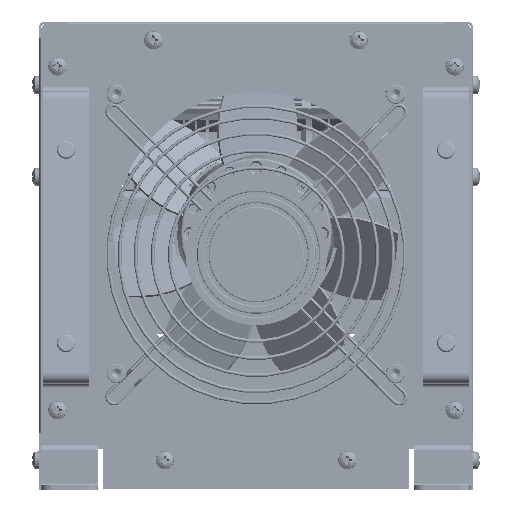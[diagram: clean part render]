
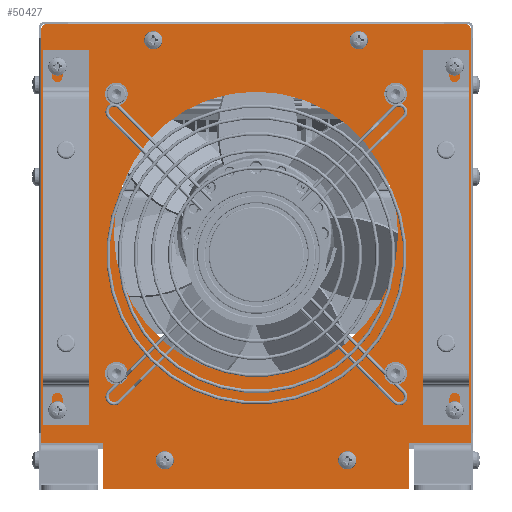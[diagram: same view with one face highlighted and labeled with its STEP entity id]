
A CAD part, left-side view. The second image highlights one B-rep face of the part: STEP entity #50427.
In plain terms, the highlighted face is planar.
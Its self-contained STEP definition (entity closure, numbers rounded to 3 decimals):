
#2712=FACE_BOUND('',#8898,.T.);
#2713=FACE_BOUND('',#8899,.T.);
#2714=FACE_BOUND('',#8900,.T.);
#2715=FACE_BOUND('',#8901,.T.);
#2716=FACE_BOUND('',#8902,.T.);
#2717=FACE_BOUND('',#8903,.T.);
#2718=FACE_BOUND('',#8904,.T.);
#2719=FACE_BOUND('',#8905,.T.);
#2720=FACE_BOUND('',#8906,.T.);
#2721=FACE_BOUND('',#8907,.T.);
#2722=FACE_BOUND('',#8908,.T.);
#2723=FACE_BOUND('',#8909,.T.);
#2724=FACE_BOUND('',#8910,.T.);
#2725=FACE_BOUND('',#8911,.T.);
#2726=FACE_BOUND('',#8912,.T.);
#2727=FACE_BOUND('',#8913,.T.);
#3545=CIRCLE('',#53492,1.);
#3548=CIRCLE('',#53496,2.5);
#3550=CIRCLE('',#53499,2.5);
#3552=CIRCLE('',#53502,2.5);
#3554=CIRCLE('',#53505,2.5);
#3556=CIRCLE('',#53508,62.25);
#3557=CIRCLE('',#53510,2.);
#3570=CIRCLE('',#53526,2.);
#3571=CIRCLE('',#53528,2.5);
#3572=CIRCLE('',#53530,2.5);
#3573=CIRCLE('',#53532,2.5);
#3574=CIRCLE('',#53534,2.5);
#3575=CIRCLE('',#53536,2.5);
#3576=CIRCLE('',#53538,2.5);
#3577=CIRCLE('',#53540,2.5);
#3578=CIRCLE('',#53542,2.5);
#3579=CIRCLE('',#53544,2.5);
#3580=CIRCLE('',#53546,2.5);
#5809=FACE_OUTER_BOUND('',#8897,.T.);
#8897=EDGE_LOOP('',(#37180,#37181,#37182,#37183,#37184,#37185,#37186,#37187,
#37188,#37189));
#8898=EDGE_LOOP('',(#37190));
#8899=EDGE_LOOP('',(#37191));
#8900=EDGE_LOOP('',(#37192));
#8901=EDGE_LOOP('',(#37193));
#8902=EDGE_LOOP('',(#37194));
#8903=EDGE_LOOP('',(#37195));
#8904=EDGE_LOOP('',(#37196));
#8905=EDGE_LOOP('',(#37197));
#8906=EDGE_LOOP('',(#37198));
#8907=EDGE_LOOP('',(#37199));
#8908=EDGE_LOOP('',(#37200));
#8909=EDGE_LOOP('',(#37201));
#8910=EDGE_LOOP('',(#37202));
#8911=EDGE_LOOP('',(#37203));
#8912=EDGE_LOOP('',(#37204));
#8913=EDGE_LOOP('',(#37205));
#13041=LINE('',#75880,#17947);
#13050=LINE('',#75954,#17956);
#13053=LINE('',#75959,#17959);
#13055=LINE('',#75963,#17961);
#13057=LINE('',#75967,#17963);
#13059=LINE('',#75971,#17965);
#13061=LINE('',#75974,#17967);
#13062=LINE('',#75976,#17968);
#17947=VECTOR('',#60840,184.);
#17956=VECTOR('',#60919,27.);
#17959=VECTOR('',#60924,20.);
#17961=VECTOR('',#60928,134.);
#17963=VECTOR('',#60932,20.);
#17965=VECTOR('',#60936,27.);
#17967=VECTOR('',#60940,181.5);
#17968=VECTOR('',#60943,181.5);
#22525=VERTEX_POINT('',#75837);
#22528=VERTEX_POINT('',#75844);
#22530=VERTEX_POINT('',#75849);
#22532=VERTEX_POINT('',#75854);
#22534=VERTEX_POINT('',#75859);
#22536=VERTEX_POINT('',#75864);
#22537=VERTEX_POINT('',#75867);
#22538=VERTEX_POINT('',#75868);
#22542=VERTEX_POINT('',#75878);
#22560=VERTEX_POINT('',#75918);
#22561=VERTEX_POINT('',#75922);
#22562=VERTEX_POINT('',#75925);
#22563=VERTEX_POINT('',#75928);
#22564=VERTEX_POINT('',#75931);
#22565=VERTEX_POINT('',#75934);
#22566=VERTEX_POINT('',#75937);
#22567=VERTEX_POINT('',#75940);
#22568=VERTEX_POINT('',#75943);
#22569=VERTEX_POINT('',#75946);
#22570=VERTEX_POINT('',#75949);
#22571=VERTEX_POINT('',#75952);
#22572=VERTEX_POINT('',#75953);
#22573=VERTEX_POINT('',#75958);
#22574=VERTEX_POINT('',#75962);
#22575=VERTEX_POINT('',#75966);
#22576=VERTEX_POINT('',#75970);
#28013=EDGE_CURVE('',#22525,#22525,#3545,.T.);
#28016=EDGE_CURVE('',#22528,#22528,#3548,.T.);
#28018=EDGE_CURVE('',#22530,#22530,#3550,.T.);
#28020=EDGE_CURVE('',#22532,#22532,#3552,.T.);
#28022=EDGE_CURVE('',#22534,#22534,#3554,.T.);
#28024=EDGE_CURVE('',#22536,#22536,#3556,.T.);
#28025=EDGE_CURVE('',#22537,#22538,#3557,.T.);
#28031=EDGE_CURVE('',#22542,#22537,#13041,.T.);
#28050=EDGE_CURVE('',#22560,#22542,#3570,.T.);
#28052=EDGE_CURVE('',#22561,#22561,#3571,.T.);
#28053=EDGE_CURVE('',#22562,#22562,#3572,.T.);
#28054=EDGE_CURVE('',#22563,#22563,#3573,.T.);
#28055=EDGE_CURVE('',#22564,#22564,#3574,.T.);
#28056=EDGE_CURVE('',#22565,#22565,#3575,.T.);
#28057=EDGE_CURVE('',#22566,#22566,#3576,.T.);
#28058=EDGE_CURVE('',#22567,#22567,#3577,.T.);
#28059=EDGE_CURVE('',#22568,#22568,#3578,.T.);
#28060=EDGE_CURVE('',#22569,#22569,#3579,.T.);
#28061=EDGE_CURVE('',#22570,#22570,#3580,.T.);
#28062=EDGE_CURVE('',#22571,#22572,#13050,.T.);
#28065=EDGE_CURVE('',#22572,#22573,#13053,.T.);
#28067=EDGE_CURVE('',#22573,#22574,#13055,.T.);
#28069=EDGE_CURVE('',#22574,#22575,#13057,.T.);
#28071=EDGE_CURVE('',#22575,#22576,#13059,.T.);
#28073=EDGE_CURVE('',#22576,#22560,#13061,.T.);
#28074=EDGE_CURVE('',#22538,#22571,#13062,.T.);
#37180=ORIENTED_EDGE('',*,*,#28025,.F.);
#37181=ORIENTED_EDGE('',*,*,#28031,.F.);
#37182=ORIENTED_EDGE('',*,*,#28050,.F.);
#37183=ORIENTED_EDGE('',*,*,#28073,.F.);
#37184=ORIENTED_EDGE('',*,*,#28071,.F.);
#37185=ORIENTED_EDGE('',*,*,#28069,.F.);
#37186=ORIENTED_EDGE('',*,*,#28067,.F.);
#37187=ORIENTED_EDGE('',*,*,#28065,.F.);
#37188=ORIENTED_EDGE('',*,*,#28062,.F.);
#37189=ORIENTED_EDGE('',*,*,#28074,.F.);
#37190=ORIENTED_EDGE('',*,*,#28013,.T.);
#37191=ORIENTED_EDGE('',*,*,#28016,.T.);
#37192=ORIENTED_EDGE('',*,*,#28018,.T.);
#37193=ORIENTED_EDGE('',*,*,#28020,.T.);
#37194=ORIENTED_EDGE('',*,*,#28022,.T.);
#37195=ORIENTED_EDGE('',*,*,#28024,.T.);
#37196=ORIENTED_EDGE('',*,*,#28052,.T.);
#37197=ORIENTED_EDGE('',*,*,#28053,.T.);
#37198=ORIENTED_EDGE('',*,*,#28054,.T.);
#37199=ORIENTED_EDGE('',*,*,#28055,.T.);
#37200=ORIENTED_EDGE('',*,*,#28056,.T.);
#37201=ORIENTED_EDGE('',*,*,#28057,.T.);
#37202=ORIENTED_EDGE('',*,*,#28058,.T.);
#37203=ORIENTED_EDGE('',*,*,#28059,.T.);
#37204=ORIENTED_EDGE('',*,*,#28060,.T.);
#37205=ORIENTED_EDGE('',*,*,#28061,.T.);
#48493=PLANE('',#53554);
#50427=ADVANCED_FACE('',(#5809,#2712,#2713,#2714,#2715,#2716,#2717,#2718,
#2719,#2720,#2721,#2722,#2723,#2724,#2725,#2726,#2727),#48493,.T.);
#53492=AXIS2_PLACEMENT_3D('',#75838,#60794,#60795);
#53496=AXIS2_PLACEMENT_3D('',#75845,#60802,#60803);
#53499=AXIS2_PLACEMENT_3D('',#75850,#60808,#60809);
#53502=AXIS2_PLACEMENT_3D('',#75855,#60814,#60815);
#53505=AXIS2_PLACEMENT_3D('',#75860,#60820,#60821);
#53508=AXIS2_PLACEMENT_3D('',#75865,#60826,#60827);
#53510=AXIS2_PLACEMENT_3D('',#75869,#60830,#60831);
#53526=AXIS2_PLACEMENT_3D('',#75919,#60874,#60875);
#53528=AXIS2_PLACEMENT_3D('',#75923,#60879,#60880);
#53530=AXIS2_PLACEMENT_3D('',#75926,#60883,#60884);
#53532=AXIS2_PLACEMENT_3D('',#75929,#60887,#60888);
#53534=AXIS2_PLACEMENT_3D('',#75932,#60891,#60892);
#53536=AXIS2_PLACEMENT_3D('',#75935,#60895,#60896);
#53538=AXIS2_PLACEMENT_3D('',#75938,#60899,#60900);
#53540=AXIS2_PLACEMENT_3D('',#75941,#60903,#60904);
#53542=AXIS2_PLACEMENT_3D('',#75944,#60907,#60908);
#53544=AXIS2_PLACEMENT_3D('',#75947,#60911,#60912);
#53546=AXIS2_PLACEMENT_3D('',#75950,#60915,#60916);
#53554=AXIS2_PLACEMENT_3D('',#75977,#60944,#60945);
#60794=DIRECTION('center_axis',(0.,0.,-1.));
#60795=DIRECTION('ref_axis',(-1.,0.,0.));
#60802=DIRECTION('center_axis',(0.,0.,-1.));
#60803=DIRECTION('ref_axis',(-1.,0.,0.));
#60808=DIRECTION('center_axis',(0.,0.,-1.));
#60809=DIRECTION('ref_axis',(-1.,0.,0.));
#60814=DIRECTION('center_axis',(0.,0.,-1.));
#60815=DIRECTION('ref_axis',(-1.,0.,0.));
#60820=DIRECTION('center_axis',(0.,0.,-1.));
#60821=DIRECTION('ref_axis',(-1.,0.,0.));
#60826=DIRECTION('center_axis',(0.,0.,-1.));
#60827=DIRECTION('ref_axis',(-1.,0.,0.));
#60830=DIRECTION('center_axis',(0.,0.,-1.));
#60831=DIRECTION('ref_axis',(0.707,0.707,0.));
#60840=DIRECTION('',(1.,0.,0.));
#60874=DIRECTION('center_axis',(0.,0.,-1.));
#60875=DIRECTION('ref_axis',(-0.707,0.707,0.));
#60879=DIRECTION('center_axis',(0.,0.,-1.));
#60880=DIRECTION('ref_axis',(1.,0.,0.));
#60883=DIRECTION('center_axis',(0.,0.,-1.));
#60884=DIRECTION('ref_axis',(1.,0.,0.));
#60887=DIRECTION('center_axis',(0.,0.,-1.));
#60888=DIRECTION('ref_axis',(1.,0.,0.));
#60891=DIRECTION('center_axis',(0.,0.,-1.));
#60892=DIRECTION('ref_axis',(1.,0.,0.));
#60895=DIRECTION('center_axis',(0.,0.,-1.));
#60896=DIRECTION('ref_axis',(1.,0.,0.));
#60899=DIRECTION('center_axis',(0.,0.,-1.));
#60900=DIRECTION('ref_axis',(1.,0.,0.));
#60903=DIRECTION('center_axis',(0.,0.,-1.));
#60904=DIRECTION('ref_axis',(1.,0.,0.));
#60907=DIRECTION('center_axis',(0.,0.,-1.));
#60908=DIRECTION('ref_axis',(1.,0.,0.));
#60911=DIRECTION('center_axis',(0.,0.,-1.));
#60912=DIRECTION('ref_axis',(1.,0.,0.));
#60915=DIRECTION('center_axis',(0.,0.,-1.));
#60916=DIRECTION('ref_axis',(1.,0.,0.));
#60919=DIRECTION('',(-1.,0.,0.));
#60924=DIRECTION('',(0.,-1.,0.));
#60928=DIRECTION('',(-1.,0.,0.));
#60932=DIRECTION('',(0.,1.,0.));
#60936=DIRECTION('',(-1.,0.,0.));
#60940=DIRECTION('',(0.,1.,0.));
#60943=DIRECTION('',(0.,-1.,0.));
#60944=DIRECTION('center_axis',(0.,0.,1.));
#60945=DIRECTION('ref_axis',(1.,0.,0.));
#75837=CARTESIAN_POINT('',(-73.,21.75,1.));
#75838=CARTESIAN_POINT('Origin',(-74.,21.75,1.));
#75844=CARTESIAN_POINT('',(-58.665,61.165,1.));
#75845=CARTESIAN_POINT('Origin',(-61.165,61.165,1.));
#75849=CARTESIAN_POINT('',(63.665,61.165,1.));
#75850=CARTESIAN_POINT('Origin',(61.165,61.165,1.));
#75854=CARTESIAN_POINT('',(63.665,-61.165,1.));
#75855=CARTESIAN_POINT('Origin',(61.165,-61.165,1.));
#75859=CARTESIAN_POINT('',(-58.665,-61.165,1.));
#75860=CARTESIAN_POINT('Origin',(-61.165,-61.165,1.));
#75864=CARTESIAN_POINT('',(62.25,0.,1.));
#75865=CARTESIAN_POINT('Origin',(0.,0.,1.));
#75867=CARTESIAN_POINT('',(92.,91.75,1.));
#75868=CARTESIAN_POINT('',(94.,89.75,1.));
#75869=CARTESIAN_POINT('Origin',(92.,89.75,1.));
#75878=CARTESIAN_POINT('',(-92.,91.75,1.));
#75880=CARTESIAN_POINT('',(-94.,91.75,1.));
#75918=CARTESIAN_POINT('',(-94.,89.75,1.));
#75919=CARTESIAN_POINT('Origin',(-92.,89.75,1.));
#75922=CARTESIAN_POINT('',(-84.5,73.25,1.));
#75923=CARTESIAN_POINT('Origin',(-87.,73.25,1.));
#75925=CARTESIAN_POINT('',(-84.5,-2.05,1.));
#75926=CARTESIAN_POINT('Origin',(-87.,-2.05,1.));
#75928=CARTESIAN_POINT('',(-84.5,-77.35,1.));
#75929=CARTESIAN_POINT('Origin',(-87.,-77.35,1.));
#75931=CARTESIAN_POINT('',(-37.5,-99.25,1.));
#75932=CARTESIAN_POINT('Origin',(-40.,-99.25,1.));
#75934=CARTESIAN_POINT('',(42.5,-99.25,1.));
#75935=CARTESIAN_POINT('Origin',(40.,-99.25,1.));
#75937=CARTESIAN_POINT('',(89.5,-77.35,1.));
#75938=CARTESIAN_POINT('Origin',(87.,-77.35,1.));
#75940=CARTESIAN_POINT('',(89.5,-2.05,1.));
#75941=CARTESIAN_POINT('Origin',(87.,-2.05,1.));
#75943=CARTESIAN_POINT('',(89.5,73.25,1.));
#75944=CARTESIAN_POINT('Origin',(87.,73.25,1.));
#75946=CARTESIAN_POINT('',(47.5,84.75,1.));
#75947=CARTESIAN_POINT('Origin',(45.,84.75,1.));
#75949=CARTESIAN_POINT('',(-42.5,84.75,1.));
#75950=CARTESIAN_POINT('Origin',(-45.,84.75,1.));
#75952=CARTESIAN_POINT('',(94.,-91.75,1.));
#75953=CARTESIAN_POINT('',(67.,-91.75,1.));
#75954=CARTESIAN_POINT('',(94.,-91.75,1.));
#75958=CARTESIAN_POINT('',(67.,-111.75,1.));
#75959=CARTESIAN_POINT('',(67.,-91.75,1.));
#75962=CARTESIAN_POINT('',(-67.,-111.75,1.));
#75963=CARTESIAN_POINT('',(67.,-111.75,1.));
#75966=CARTESIAN_POINT('',(-67.,-91.75,1.));
#75967=CARTESIAN_POINT('',(-67.,-111.75,1.));
#75970=CARTESIAN_POINT('',(-94.,-91.75,1.));
#75971=CARTESIAN_POINT('',(-67.,-91.75,1.));
#75974=CARTESIAN_POINT('',(-94.,-91.75,1.));
#75976=CARTESIAN_POINT('',(94.,91.75,1.));
#75977=CARTESIAN_POINT('Origin',(0.,-8.621,
1.));
